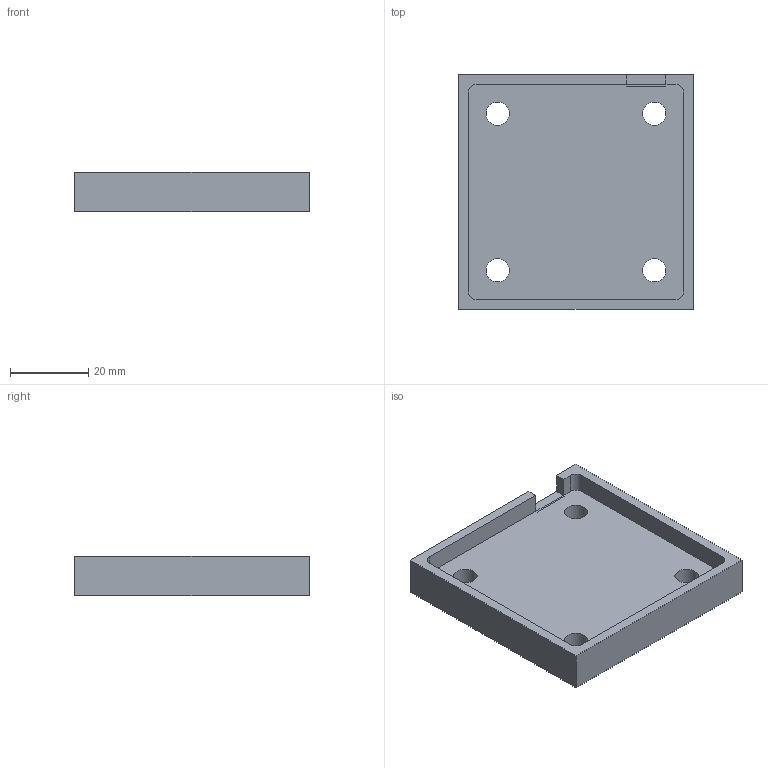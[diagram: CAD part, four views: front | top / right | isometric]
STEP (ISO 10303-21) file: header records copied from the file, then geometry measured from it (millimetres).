
FILE_DESCRIPTION(('FreeCAD Model'),'2;1');
FILE_NAME('Open CASCADE Shape Model','2023-10-30T17:25:08',('Author'),( ''),'Open CASCADE STEP processor 7.6','FreeCAD','Unknown');
FILE_SCHEMA(('AUTOMOTIVE_DESIGN { 1 0 10303 214 1 1 1 1 }'));
Length unit declared in the file: millimetre
Products named in the file (1): Body
Bounding box: 60 x 60 x 10 mm (x, y, z)
Volume: 20201.7 mm3; surface area: 10758.6 mm2
Topology: 1 solids, 1 shells, 24 faces, 64 edges, 42 vertices
Faces by surface type: plane 16, cylinder 8
Full cylindrical faces by diameter (mm): 6 x4
Entity records: 786 total; most frequent: CARTESIAN_POINT 131, DIRECTION 130, ORIENTED_EDGE 128, EDGE_CURVE 64, LINE 48, VECTOR 48, VERTEX_POINT 42, AXIS2_PLACEMENT_3D 41
